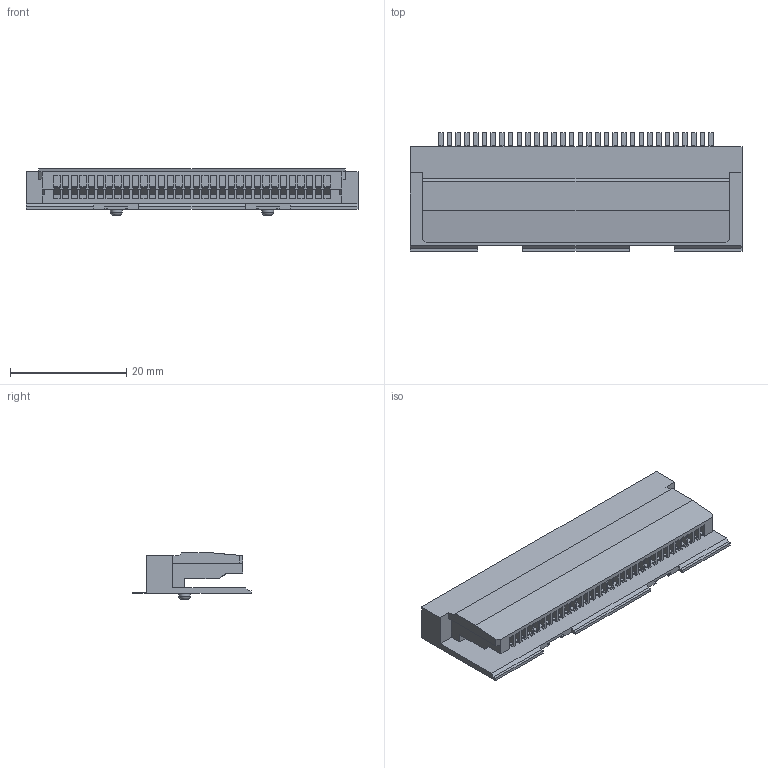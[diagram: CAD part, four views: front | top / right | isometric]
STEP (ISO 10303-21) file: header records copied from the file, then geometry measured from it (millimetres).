
FILE_DESCRIPTION(/* description */ ('STEP AP242','CAx-IF Rec.Pracs.---Representation and Presentation of Product Manufacturing Information (PMI)---4.0---2014-10-13','CAx-IF Rec.Pracs.---3D Tessellated Geometry---0.4---2014-09-14','2;1'),/* implementation_level */ '2;1');
FILE_NAME(/* name */ '6429b9d77612b95cb8836466',/* time_stamp */ '2023-04-02T17:22:31+00:00',/* author */ (''),/* organization */ (''),/* preprocessor_version */ 'ST-DEVELOPER v18.102',/* originating_system */ ' ',/* authorisation */ ' ');
FILE_SCHEMA (('AP242_MANAGED_MODEL_BASED_3D_ENGINEERING_MIM_LF { 1 0 10303 442 1 1 4 }'));
Length unit declared in the file: metre
Products named in the file (3): Assembly 1; Pin; Cart_Connector
Assembly tree (33 placements, depth 2):
  Assembly 1
    Pin  x32
    Cart_Connector
Bounding box: 57 x 20.4 x 8 mm (x, y, z)
Volume: 3092.5 mm3; surface area: 9555.1 mm2
Topology: 33 solids, 33 shells, 1547 faces, 4616 edges, 3075 vertices
Faces by surface type: plane 1223, cylinder 322, torus 2
Full cylindrical faces by diameter (mm): 2 x2
Entity records: 22031 total; most frequent: ORIENTED_EDGE 4014, CARTESIAN_POINT 3996, DIRECTION 3335, EDGE_CURVE 2007, LINE 1981, VECTOR 1981, VERTEX_POINT 1338, AXIS2_PLACEMENT_3D 677
